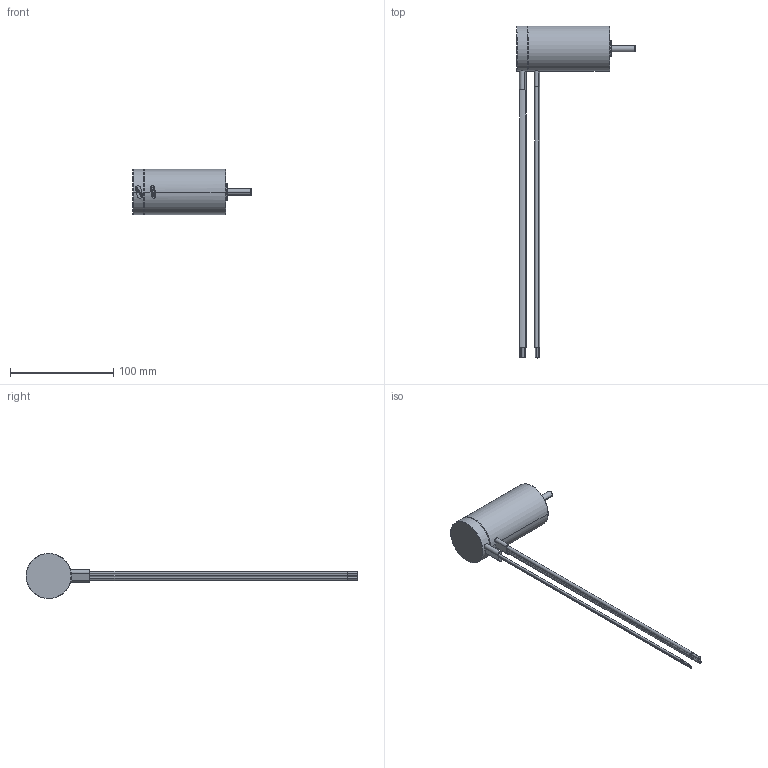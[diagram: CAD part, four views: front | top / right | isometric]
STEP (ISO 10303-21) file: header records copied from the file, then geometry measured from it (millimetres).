
FILE_DESCRIPTION((''),'2;1');
FILE_NAME('4490024B','2011-11-01T',('carefree'),(''),'PRO/ENGINEER BY PARAMETRIC TECHNOLOGY CORPORATION, 2010020','PRO/ENGINEER BY PARAMETRIC TECHNOLOGY CORPORATION, 2010020','');
FILE_SCHEMA(('CONFIG_CONTROL_DESIGN'));
Length unit declared in the file: millimetre
Products named in the file (1): 4490024B
Bounding box: 115 x 322 x 44 mm (x, y, z)
Volume: 149699 mm3; surface area: 31161.6 mm2
Topology: 1 solids, 1 shells, 112 faces, 252 edges, 154 vertices
Faces by surface type: cylinder 64, plane 26, cone 12, torus 10
Entity records: 3162 total; most frequent: DIRECTION 594, CARTESIAN_POINT 572, ORIENTED_EDGE 480, AXIS2_PLACEMENT_3D 254, EDGE_CURVE 240, VERTEX_POINT 154, CIRCLE 142, EDGE_LOOP 136
